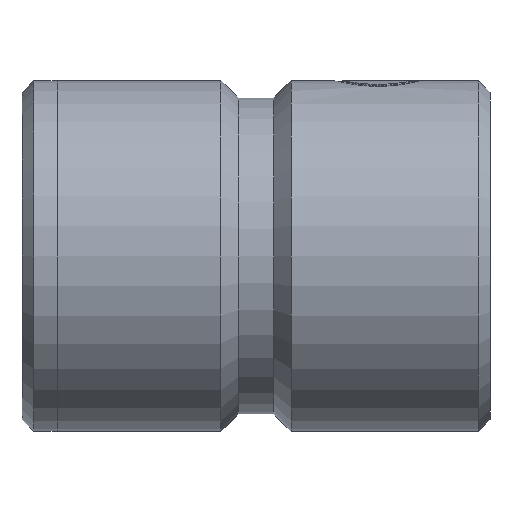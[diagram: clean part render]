
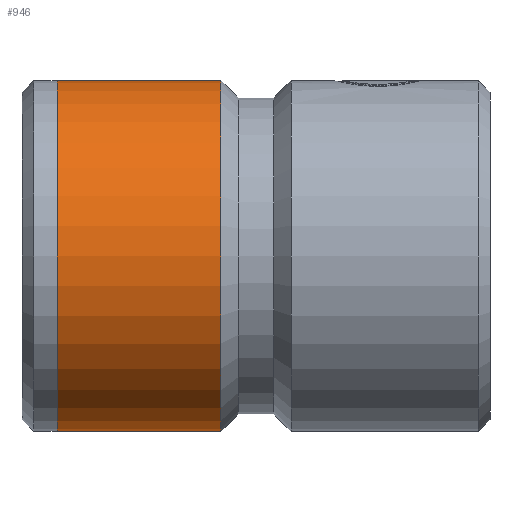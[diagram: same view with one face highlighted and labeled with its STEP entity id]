
A CAD part, left-side view. The second image highlights one B-rep face of the part: STEP entity #946.
In plain terms, the highlighted cylindrical face has radius 15 mm (diameter 30 mm), a partial arc.
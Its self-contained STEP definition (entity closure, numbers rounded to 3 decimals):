
#24 = DIRECTION ( 'NONE',  ( 0., -1., 0. ) ) ;
#62 = CARTESIAN_POINT ( 'NONE',  ( 0., 23., 0. ) ) ;
#70 = LINE ( 'NONE', #801, #397 ) ;
#72 = CARTESIAN_POINT ( 'NONE',  ( 0., 37., 0. ) ) ;
#90 = EDGE_CURVE ( 'NONE', #405, #294, #1035, .T. ) ;
#111 = ORIENTED_EDGE ( 'NONE', *, *, #90, .F. ) ;
#145 = ORIENTED_EDGE ( 'NONE', *, *, #434, .T. ) ;
#180 = DIRECTION ( 'NONE',  ( 0., 0., -1. ) ) ;
#187 = DIRECTION ( 'NONE',  ( 0., 0., -1. ) ) ;
#240 = FACE_OUTER_BOUND ( 'NONE', #677, .T. ) ;
#285 = CARTESIAN_POINT ( 'NONE',  ( 0., 0., 15. ) ) ;
#294 = VERTEX_POINT ( 'NONE', #802 ) ;
#349 = CIRCLE ( 'NONE', #1240, 15. ) ;
#397 = VECTOR ( 'NONE', #1522, 1000. ) ;
#405 = VERTEX_POINT ( 'NONE', #1514 ) ;
#434 = EDGE_CURVE ( 'NONE', #1179, #1027, #70, .T. ) ;
#465 = AXIS2_PLACEMENT_3D ( 'NONE', #1372, #24, #518 ) ;
#474 = EDGE_CURVE ( 'NONE', #294, #1027, #765, .T. ) ;
#475 = AXIS2_PLACEMENT_3D ( 'NONE', #62, #930, #180 ) ;
#518 = DIRECTION ( 'NONE',  ( 0., 0., -1. ) ) ;
#551 = CYLINDRICAL_SURFACE ( 'NONE', #465, 15. ) ;
#565 = ORIENTED_EDGE ( 'NONE', *, *, #773, .T. ) ;
#677 = EDGE_LOOP ( 'NONE', ( #111, #565, #145, #1086 ) ) ;
#765 = CIRCLE ( 'NONE', #475, 15. ) ;
#773 = EDGE_CURVE ( 'NONE', #405, #1179, #349, .T. ) ;
#801 = CARTESIAN_POINT ( 'NONE',  ( 0., 0., -15. ) ) ;
#802 = CARTESIAN_POINT ( 'NONE',  ( 0., 23., 15. ) ) ;
#877 = CARTESIAN_POINT ( 'NONE',  ( 0., 37., -15. ) ) ;
#930 = DIRECTION ( 'NONE',  ( 0., -1., 0. ) ) ;
#940 = DIRECTION ( 'NONE',  ( 0., -1., 0. ) ) ;
#946 = ADVANCED_FACE ( 'NONE', ( #240 ), #551, .T. ) ;
#984 = CARTESIAN_POINT ( 'NONE',  ( 0., 23., -15. ) ) ;
#1027 = VERTEX_POINT ( 'NONE', #984 ) ;
#1032 = DIRECTION ( 'NONE',  ( 0., -1., 0. ) ) ;
#1035 = LINE ( 'NONE', #285, #1348 ) ;
#1086 = ORIENTED_EDGE ( 'NONE', *, *, #474, .F. ) ;
#1179 = VERTEX_POINT ( 'NONE', #877 ) ;
#1240 = AXIS2_PLACEMENT_3D ( 'NONE', #72, #940, #187 ) ;
#1348 = VECTOR ( 'NONE', #1032, 1000. ) ;
#1372 = CARTESIAN_POINT ( 'NONE',  ( 0., 0., 0. ) ) ;
#1514 = CARTESIAN_POINT ( 'NONE',  ( 0., 37., 15. ) ) ;
#1522 = DIRECTION ( 'NONE',  ( 0., -1., 0. ) ) ;
